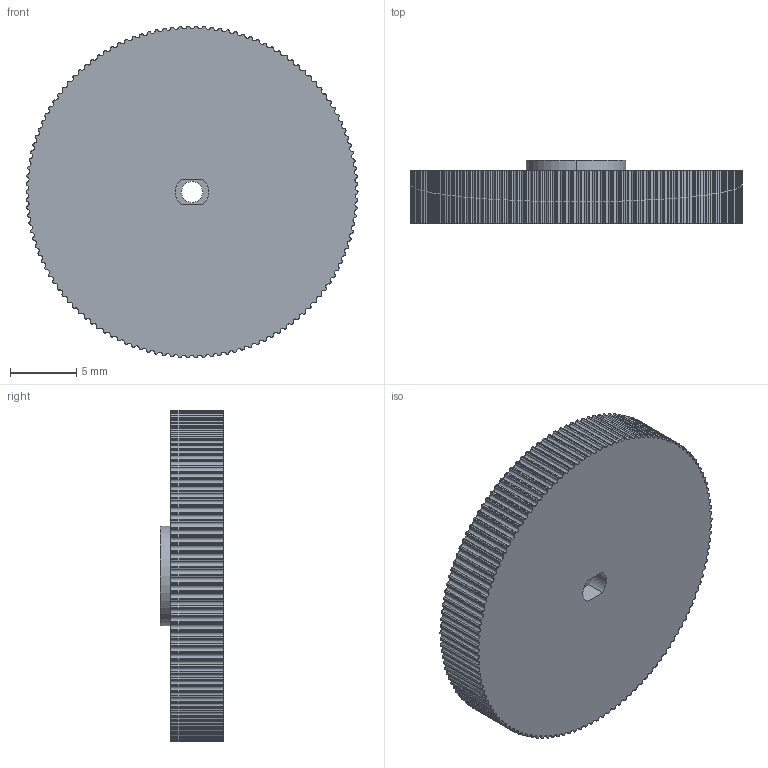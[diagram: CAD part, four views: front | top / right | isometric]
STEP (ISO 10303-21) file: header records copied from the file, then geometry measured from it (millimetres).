
FILE_DESCRIPTION (( 'STEP AP214' ), '1' );
FILE_NAME ('vol_knob_fdm.STEP', '2019-03-19T21:55:01', ( '' ), ( '' ), 'SwSTEP 2.0', 'SolidWorks 2014', '' );
FILE_SCHEMA (( 'AUTOMOTIVE_DESIGN' ));
Length unit declared in the file: millimetre
Products named in the file (1): vol_knob_fdm
Bounding box: 25 x 4.78 x 24.99 mm (x, y, z)
Volume: 1943.4 mm3; surface area: 1406.1 mm2
Topology: 1 solids, 1 shells, 635 faces, 1893 edges, 1262 vertices
Faces by surface type: cylinder 629, plane 6
Entity records: 22163 total; most frequent: DIRECTION 4423, CARTESIAN_POINT 3791, ORIENTED_EDGE 3786, AXIS2_PLACEMENT_3D 1894, EDGE_CURVE 1893, VERTEX_POINT 1262, CIRCLE 1258, EDGE_LOOP 639
